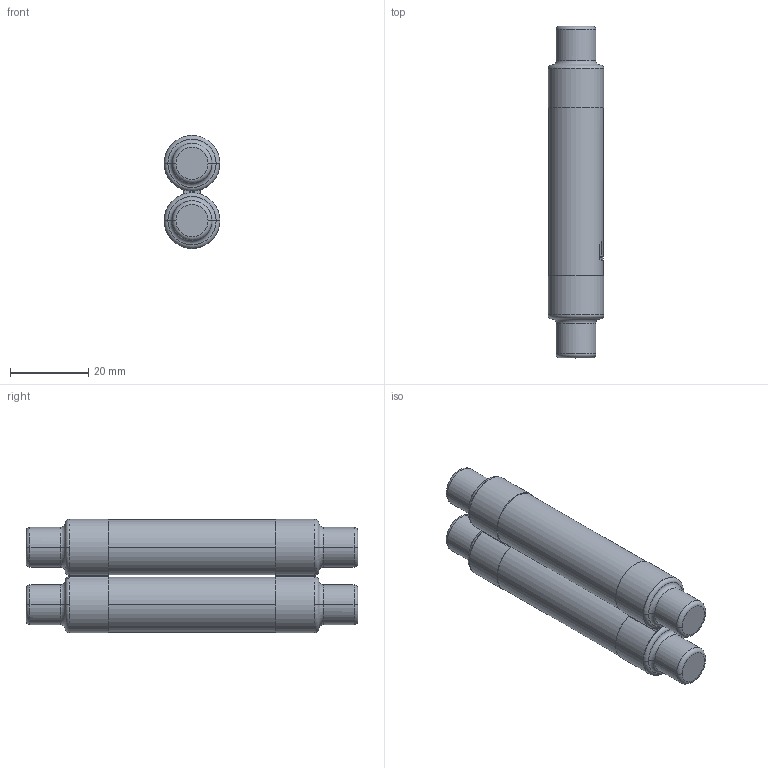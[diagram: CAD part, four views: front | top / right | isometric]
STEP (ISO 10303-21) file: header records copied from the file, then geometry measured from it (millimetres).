
FILE_DESCRIPTION((''),'2;1');
FILE_NAME('002626240_CH10-14X85T_GPV_50A-1_ASM','2022-01-04T12:30:42',('marketing.praksa'),('Audax d.o.o.'),'CREO PARAMETRIC BY PTC INC, 2021304','CREO PARAMETRIC BY PTC INC, 2021304','');
FILE_SCHEMA(('AP242_MANAGED_MODEL_BASED_3D_ENGINEERING_MIM_LF { 1 0 10303 442 1 1 4 }'));
Products named in the file (12): PRT9553_1_1_2_1_1_1_1_1; PRT9553_1_1_2_2_1_1_1_1; PRT9553_1_1_2_3_1_1_1_1; PRT9553_1_1_2_ASM_1_1_ASM_1_ASM_ASM; DFDF_1_1_1_1_1_1; 3D5_1_1_1_1_1_1_2; PRT9553_1_1_2_1_1_1_1_1_2; PRT9553_1_1_2_2_1_1_1_1_2; PRT9553_1_1_2_3_1_1_1_1_2; PRT9553_1_1_2_ASM_1_1_ASM_1_1_ASM; DFDF_1_1_1_1_1_1_2; 002626240_CH10-14X85T_GPV_50A-1_ASM
Assembly tree (12 placements, depth 3):
  002626240_CH10-14X85T_GPV_50A-1_ASM
    PRT9553_1_1_2_ASM_1_1_ASM_1_ASM_ASM
      PRT9553_1_1_2_1_1_1_1_1
      PRT9553_1_1_2_2_1_1_1_1
      PRT9553_1_1_2_3_1_1_1_1
    DFDF_1_1_1_1_1_1
    3D5_1_1_1_1_1_1_2  x2
    PRT9553_1_1_2_ASM_1_1_ASM_1_1_ASM
      PRT9553_1_1_2_1_1_1_1_1_2
      PRT9553_1_1_2_2_1_1_1_1_2
      PRT9553_1_1_2_3_1_1_1_1_2
    DFDF_1_1_1_1_1_1_2
Bounding box: 14.3 x 85 x 29 mm (x, y, z)
Volume: 20973.8 mm3; surface area: 13973 mm2
Topology: 10 solids, 14 shells, 310 faces, 894 edges, 620 vertices
Faces by surface type: plane 140, cylinder 138, torus 32
Entity records: 13179 total; most frequent: CARTESIAN_POINT 2597, ORIENTED_EDGE 1536, DIRECTION 1336, EDGE_CURVE 768, PRESENTATION_LAYER_ASSIGNMENT 727, PRESENTATION_STYLE_ASSIGNMENT 696, STYLED_ITEM 696, CURVE_STYLE 642
